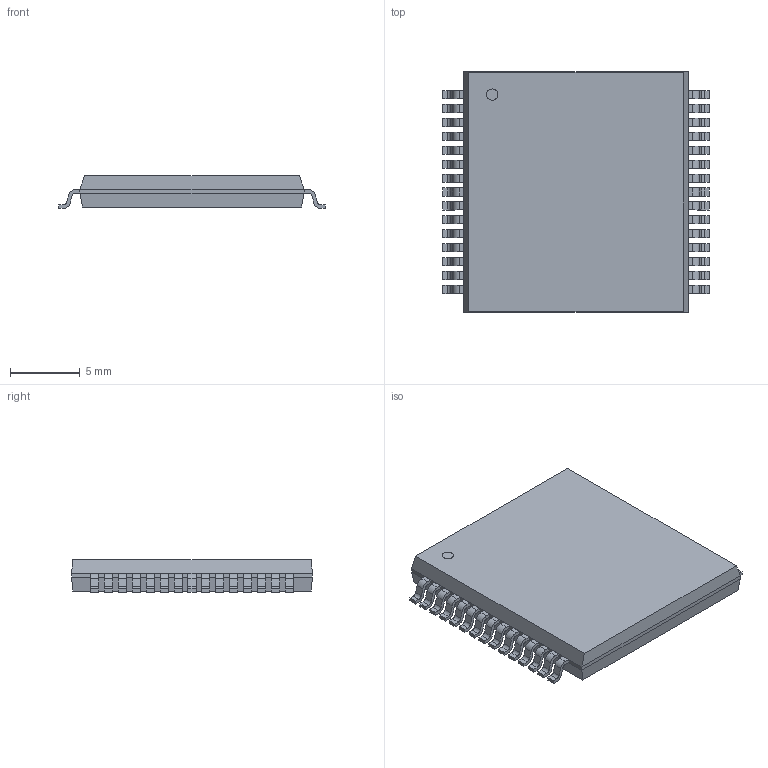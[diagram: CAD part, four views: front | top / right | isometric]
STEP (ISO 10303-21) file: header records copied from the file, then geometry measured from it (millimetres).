
FILE_DESCRIPTION(('STEP AP214'),'1');
FILE_NAME('MultiPowerSO-30_STM','2025-03-18T04:48:38',(''),(''),'','','');
FILE_SCHEMA(('AUTOMOTIVE_DESIGN'));
Length unit declared in the file: millimetre
Products named in the file (1): product
Bounding box: 19.15 x 17.3 x 2.37 mm (x, y, z)
Volume: 634.4 mm3; surface area: 1050.7 mm2
Topology: 35 solids, 35 shells, 455 faces, 1147 edges, 762 vertices
Faces by surface type: plane 334, cylinder 121
Full cylindrical faces by diameter (mm): 0.805 x1
Entity records: 13109 total; most frequent: DIRECTION 2302, ORIENTED_EDGE 2292, CARTESIAN_POINT 1341, EDGE_CURVE 1146, LINE 904, VECTOR 904, VERTEX_POINT 762, AXIS2_PLACEMENT_3D 699
